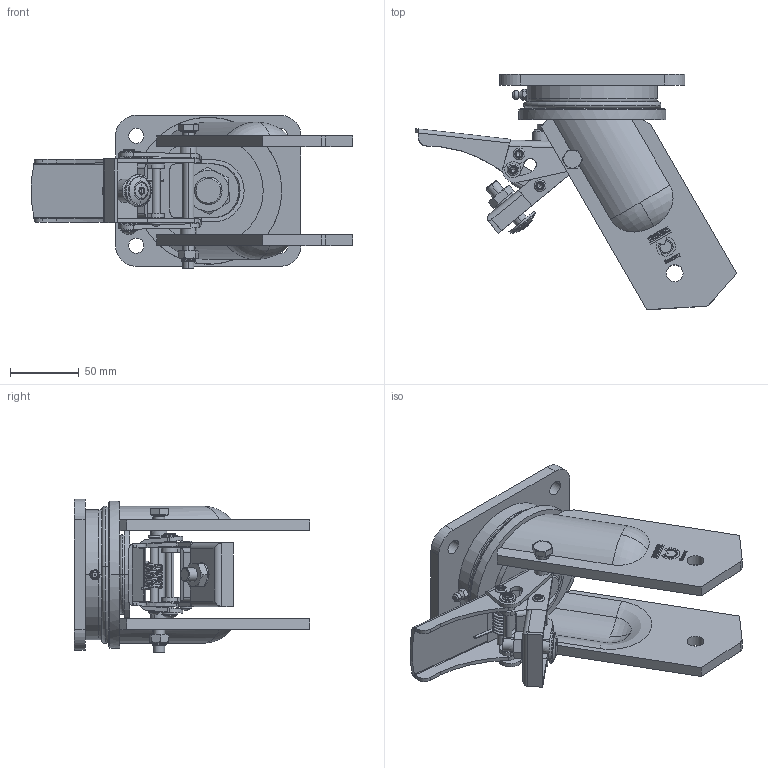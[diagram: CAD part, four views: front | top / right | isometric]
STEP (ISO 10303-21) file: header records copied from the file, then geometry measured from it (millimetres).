
FILE_DESCRIPTION (( 'STEP AP214' ), '1' );
FILE_NAME ('0019245.step', '2022-06-24T09:06:21', ( '' ), ( '' ), 'SwSTEP 2.0', 'SolidWorks 2020', '' );
FILE_SCHEMA (( 'AUTOMOTIVE_DESIGN' ));
Length unit declared in the file: millimetre
Products named in the file (1): 0019245
Bounding box: 234.22 x 171.56 x 111.8 mm (x, y, z)
Volume: 568692.7 mm3; surface area: 181277.7 mm2
Topology: 29 solids, 29 shells, 1055 faces, 2666 edges, 1716 vertices
Faces by surface type: plane 460, cylinder 224, bspline 224, cone 83, torus 58, sphere 6
Entity records: 50283 total; most frequent: CARTESIAN_POINT 15252, ORIENTED_EDGE 5302, DIRECTION 3873, EDGE_CURVE 2651, VERTEX_POINT 1715, AXIS2_PLACEMENT_3D 1418, EDGE_LOOP 1198, UNCERTAINTY_MEASURE_WITH_UNIT 1086
